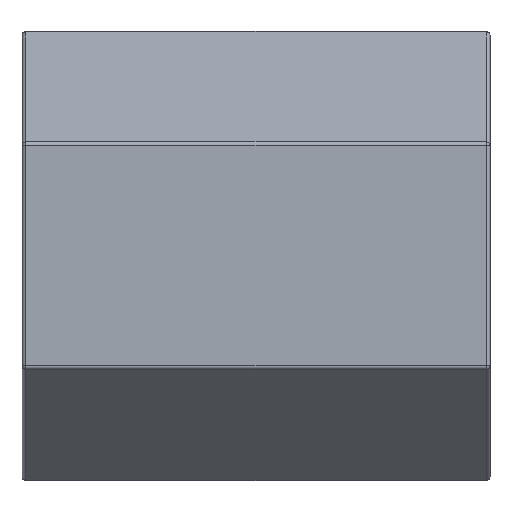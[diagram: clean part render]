
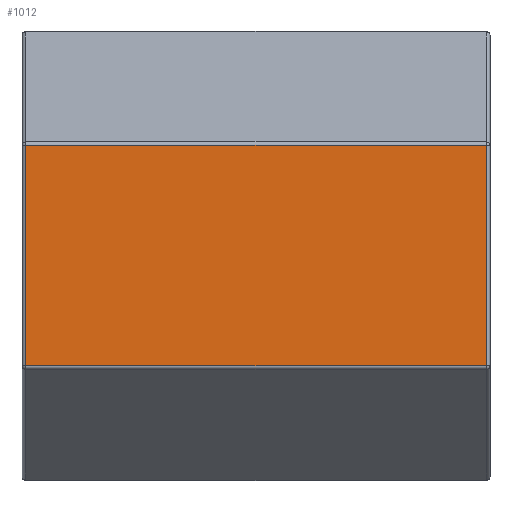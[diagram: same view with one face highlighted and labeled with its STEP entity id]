
A CAD part, top view. The second image highlights one B-rep face of the part: STEP entity #1012.
In plain terms, the highlighted planar face has unit normal (0, 0, 1).
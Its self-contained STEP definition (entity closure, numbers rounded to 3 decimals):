
#93 = ORIENTED_EDGE ( 'NONE', *, *, #205, .T. ) ;
#114 = DIRECTION ( 'NONE',  ( -1., 0., 0. ) ) ;
#172 = EDGE_CURVE ( 'NONE', #917, #752, #548, .T. ) ;
#205 = EDGE_CURVE ( 'NONE', #752, #1037, #504, .T. ) ;
#214 = EDGE_CURVE ( 'NONE', #921, #917, #486, .T. ) ;
#217 = DIRECTION ( 'NONE',  ( 0., 0., -1. ) ) ;
#235 = VECTOR ( 'NONE', #244, 1000. ) ;
#244 = DIRECTION ( 'NONE',  ( 0., 1., 0. ) ) ;
#273 = LINE ( 'NONE', #1154, #235 ) ;
#329 = EDGE_CURVE ( 'NONE', #1037, #921, #273, .T. ) ;
#393 = CARTESIAN_POINT ( 'NONE',  ( 12., 2.887, 5. ) ) ;
#486 = LINE ( 'NONE', #566, #496 ) ;
#493 = VECTOR ( 'NONE', #591, 1000. ) ;
#496 = VECTOR ( 'NONE', #114, 1000. ) ;
#503 = FACE_OUTER_BOUND ( 'NONE', #767, .T. ) ;
#504 = LINE ( 'NONE', #611, #493 ) ;
#538 = VECTOR ( 'NONE', #806, 1000. ) ;
#548 = LINE ( 'NONE', #672, #538 ) ;
#566 = CARTESIAN_POINT ( 'NONE',  ( 12., 2.829, 5. ) ) ;
#591 = DIRECTION ( 'NONE',  ( 1., 0., 0. ) ) ;
#611 = CARTESIAN_POINT ( 'NONE',  ( 12., -2.829, 5. ) ) ;
#632 = PLANE ( 'NONE',  #935 ) ;
#672 = CARTESIAN_POINT ( 'NONE',  ( 0.1, 2.887, 5. ) ) ;
#677 = ORIENTED_EDGE ( 'NONE', *, *, #172, .T. ) ;
#722 = ORIENTED_EDGE ( 'NONE', *, *, #214, .T. ) ;
#752 = VERTEX_POINT ( 'NONE', #808 ) ;
#767 = EDGE_LOOP ( 'NONE', ( #677, #93, #902, #722 ) ) ;
#806 = DIRECTION ( 'NONE',  ( 0., -1., 0. ) ) ;
#808 = CARTESIAN_POINT ( 'NONE',  ( 0.1, -2.829, 5. ) ) ;
#839 = DIRECTION ( 'NONE',  ( 0., 1., 0. ) ) ;
#902 = ORIENTED_EDGE ( 'NONE', *, *, #329, .T. ) ;
#917 = VERTEX_POINT ( 'NONE', #1192 ) ;
#921 = VERTEX_POINT ( 'NONE', #1013 ) ;
#935 = AXIS2_PLACEMENT_3D ( 'NONE', #393, #217, #839 ) ;
#1012 = ADVANCED_FACE ( 'NONE', ( #503 ), #632, .F. ) ;
#1013 = CARTESIAN_POINT ( 'NONE',  ( 11.9, 2.829, 5. ) ) ;
#1037 = VERTEX_POINT ( 'NONE', #1153 ) ;
#1153 = CARTESIAN_POINT ( 'NONE',  ( 11.9, -2.829, 5. ) ) ;
#1154 = CARTESIAN_POINT ( 'NONE',  ( 11.9, 2.887, 5. ) ) ;
#1192 = CARTESIAN_POINT ( 'NONE',  ( 0.1, 2.829, 5. ) ) ;
